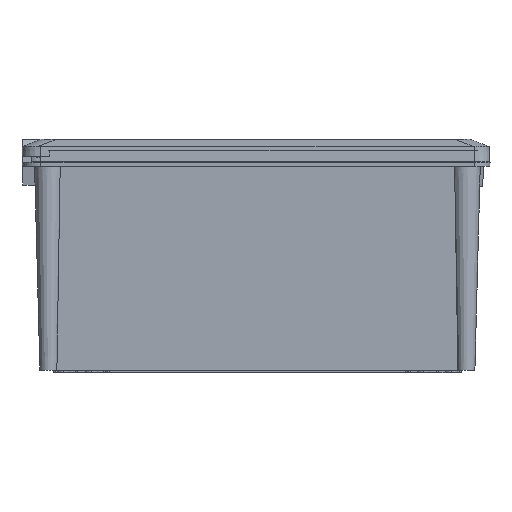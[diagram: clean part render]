
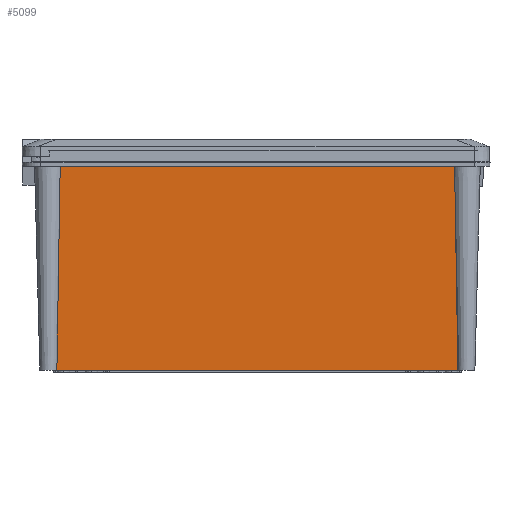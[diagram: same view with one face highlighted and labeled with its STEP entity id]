
A CAD part, front view. The second image highlights one B-rep face of the part: STEP entity #5099.
In plain terms, the highlighted face is planar.
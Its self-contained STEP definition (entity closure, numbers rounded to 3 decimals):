
#119 = CARTESIAN_POINT ( 'NONE',  ( -113.996, -195.78, 182.949 ) ) ;
#183 = LINE ( 'NONE', #3185, #7690 ) ;
#1127 = ORIENTED_EDGE ( 'NONE', *, *, #8542, .T. ) ;
#1426 = VECTOR ( 'NONE', #2830, 1000. ) ;
#1774 = CARTESIAN_POINT ( 'NONE',  ( 379.302, -12., 187.762 ) ) ;
#1831 = ORIENTED_EDGE ( 'NONE', *, *, #2075, .T. ) ;
#2075 = EDGE_CURVE ( 'NONE', #3974, #12293, #5488, .T. ) ;
#2830 = DIRECTION ( 'NONE',  ( 1., 0., 0. ) ) ;
#2919 = EDGE_CURVE ( 'NONE', #12293, #3237, #3996, .T. ) ;
#3185 = CARTESIAN_POINT ( 'NONE',  ( 372.817, -14.25, 187.703 ) ) ;
#3237 = VERTEX_POINT ( 'NONE', #3552 ) ;
#3335 = VERTEX_POINT ( 'NONE', #3914 ) ;
#3415 = CARTESIAN_POINT ( 'NONE',  ( 312.589, -159.475, 183.9 ) ) ;
#3487 = DIRECTION ( 'NONE',  ( 0., -0.026, 1. ) ) ;
#3552 = CARTESIAN_POINT ( 'NONE',  ( 313.92, -232.084, 181.999 ) ) ;
#3553 = PLANE ( 'NONE',  #11029 ) ;
#3914 = CARTESIAN_POINT ( 'NONE',  ( 310.388, -14.25, 187.703 ) ) ;
#3974 = VERTEX_POINT ( 'NONE', #11093 ) ;
#3996 = LINE ( 'NONE', #7979, #1426 ) ;
#4460 = CARTESIAN_POINT ( 'NONE',  ( 313.214, -195.78, 182.949 ) ) ;
#5099 = ADVANCED_FACE ( 'NONE', ( #10731 ), #3553, .T. ) ;
#5380 = CARTESIAN_POINT ( 'NONE',  ( 313.92, -232.084, 181.999 ) ) ;
#5488 = B_SPLINE_CURVE_WITH_KNOTS ( 'NONE', 3,
 ( #5927, #9912, #9848, #9064, #119, #9975 ),
 .UNSPECIFIED., .F., .F.,
 ( 4, 2, 4 ),
 ( 0., 0.109, 0.218 ),
 .UNSPECIFIED. ) ;
#5927 = CARTESIAN_POINT ( 'NONE',  ( -111.169, -14.25, 187.703 ) ) ;
#6259 = DIRECTION ( 'NONE',  ( -1., 0., 0. ) ) ;
#6400 = EDGE_LOOP ( 'NONE', ( #1127, #1831, #11084, #10523 ) ) ;
#6551 = CARTESIAN_POINT ( 'NONE',  ( 310.893, -50.557, 186.752 ) ) ;
#7530 = CARTESIAN_POINT ( 'NONE',  ( 310.388, -14.25, 187.703 ) ) ;
#7690 = VECTOR ( 'NONE', #6259, 1000. ) ;
#7979 = CARTESIAN_POINT ( 'NONE',  ( 0., -232.084, 181.999 ) ) ;
#8087 = B_SPLINE_CURVE_WITH_KNOTS ( 'NONE', 3,
 ( #7530, #6551, #9439, #3415, #4460, #5380 ),
 .UNSPECIFIED., .F., .F.,
 ( 4, 2, 4 ),
 ( 0., 0.109, 0.218 ),
 .UNSPECIFIED. ) ;
#8542 = EDGE_CURVE ( 'NONE', #3335, #3974, #183, .T. ) ;
#8909 = EDGE_CURVE ( 'NONE', #3335, #3237, #8087, .T. ) ;
#9064 = CARTESIAN_POINT ( 'NONE',  ( -113.371, -159.475, 183.9 ) ) ;
#9439 = CARTESIAN_POINT ( 'NONE',  ( 311.428, -86.864, 185.801 ) ) ;
#9848 = CARTESIAN_POINT ( 'NONE',  ( -112.209, -86.864, 185.801 ) ) ;
#9912 = CARTESIAN_POINT ( 'NONE',  ( -111.674, -50.557, 186.752 ) ) ;
#9975 = CARTESIAN_POINT ( 'NONE',  ( -114.701, -232.084, 181.999 ) ) ;
#10523 = ORIENTED_EDGE ( 'NONE', *, *, #8909, .F. ) ;
#10731 = FACE_OUTER_BOUND ( 'NONE', #6400, .T. ) ;
#11029 = AXIS2_PLACEMENT_3D ( 'NONE', #1774, #3487, #11655 ) ;
#11084 = ORIENTED_EDGE ( 'NONE', *, *, #2919, .T. ) ;
#11093 = CARTESIAN_POINT ( 'NONE',  ( -111.169, -14.25, 187.703 ) ) ;
#11430 = CARTESIAN_POINT ( 'NONE',  ( -114.701, -232.084, 181.999 ) ) ;
#11655 = DIRECTION ( 'NONE',  ( -1., 0., 0. ) ) ;
#12293 = VERTEX_POINT ( 'NONE', #11430 ) ;
